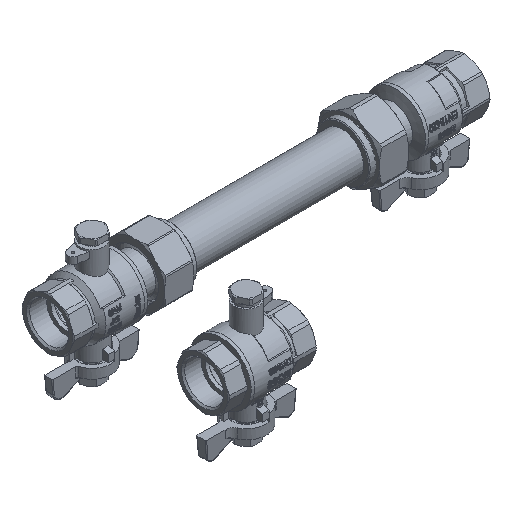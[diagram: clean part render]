
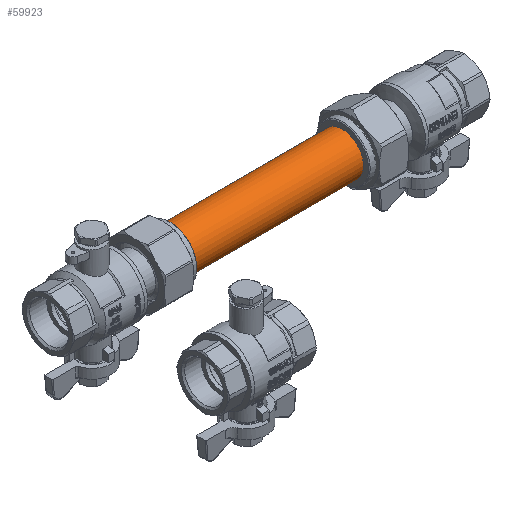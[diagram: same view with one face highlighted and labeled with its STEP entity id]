
A CAD part, isometric view. The second image highlights one B-rep face of the part: STEP entity #59923.
In plain terms, the highlighted cylindrical face has radius 13 mm (diameter 26 mm), a full revolution.
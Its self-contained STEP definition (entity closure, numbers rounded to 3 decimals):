
#15359=ORIENTED_EDGE('',*,*,#34415,.F.);
#15360=ORIENTED_EDGE('',*,*,#34416,.T.);
#34415=EDGE_CURVE('',#43943,#43943,#50357,.T.);
#34416=EDGE_CURVE('',#43944,#43944,#50358,.T.);
#43943=VERTEX_POINT('',#94017);
#43944=VERTEX_POINT('',#94019);
#50357=CIRCLE('',#63737,13.);
#50358=CIRCLE('',#63738,13.);
#51651=EDGE_LOOP('',(#15359));
#51652=EDGE_LOOP('',(#15360));
#55589=FACE_BOUND('',#51651,.T.);
#55590=FACE_BOUND('',#51652,.T.);
#59529=CYLINDRICAL_SURFACE('',#63736,13.);
#59923=ADVANCED_FACE('',(#55589,#55590),#59529,.T.);
#63736=AXIS2_PLACEMENT_3D('',#94015,#72567,#72568);
#63737=AXIS2_PLACEMENT_3D('',#94016,#72569,#72570);
#63738=AXIS2_PLACEMENT_3D('',#94018,#72571,#72572);
#72567=DIRECTION('',(-1.,0.,0.));
#72568=DIRECTION('',(0.,1.,0.));
#72569=DIRECTION('',(-1.,0.,0.));
#72570=DIRECTION('',(0.,1.,0.));
#72571=DIRECTION('',(-1.,0.,0.));
#72572=DIRECTION('',(0.,1.,0.));
#94015=CARTESIAN_POINT('',(48.55,0.,-11.));
#94016=CARTESIAN_POINT('',(48.8,0.,-11.));
#94017=CARTESIAN_POINT('',(48.8,13.,-11.));
#94018=CARTESIAN_POINT('',(154.821,0.,-11.));
#94019=CARTESIAN_POINT('',(154.821,13.,-11.));
